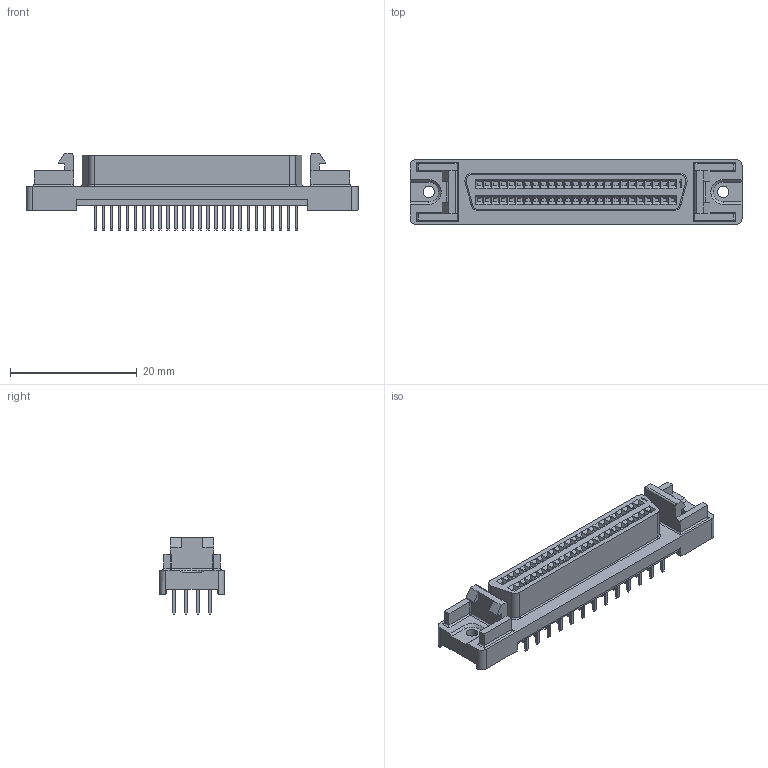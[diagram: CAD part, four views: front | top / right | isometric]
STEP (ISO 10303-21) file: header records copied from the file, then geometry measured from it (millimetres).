
FILE_DESCRIPTION((''),'2;1');
FILE_NAME('C-5749069-5','2018-12-31T04:41:16',('workeradm'),('TE Connectivity Ltd.'),'CREO PARAMETRIC BY PTC INC, 2018190','CREO PARAMETRIC BY PTC INC, 2018190','');
FILE_SCHEMA(('AUTOMOTIVE_DESIGN { 1 0 10303 214 1 1 1 1 }'));
Length unit declared in the file: millimetre
Products named in the file (1): C-5749069-5
Bounding box: 52.45 x 10.31 x 12.09 mm (x, y, z)
Volume: 2664.5 mm3; surface area: 2599.5 mm2
Topology: 1 solids, 1 shells, 953 faces, 2295 edges, 1450 vertices
Faces by surface type: plane 897, cylinder 42, cone 6, torus 4, sphere 4
Entity records: 26997 total; most frequent: CARTESIAN_POINT 4796, ORIENTED_EDGE 4590, DIRECTION 4257, EDGE_CURVE 2295, VECTOR 2207, LINE 2207, VERTEX_POINT 1450, EDGE_LOOP 1063
